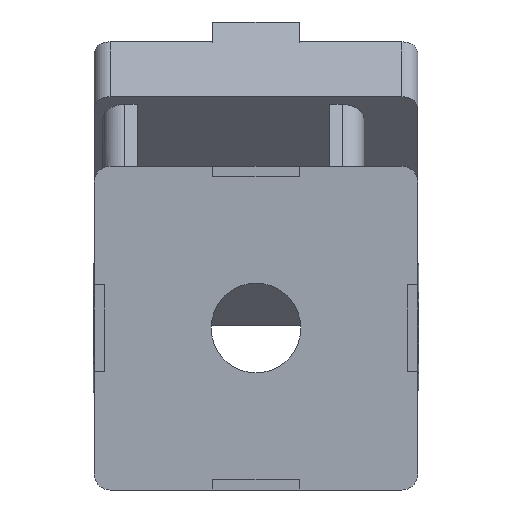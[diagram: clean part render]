
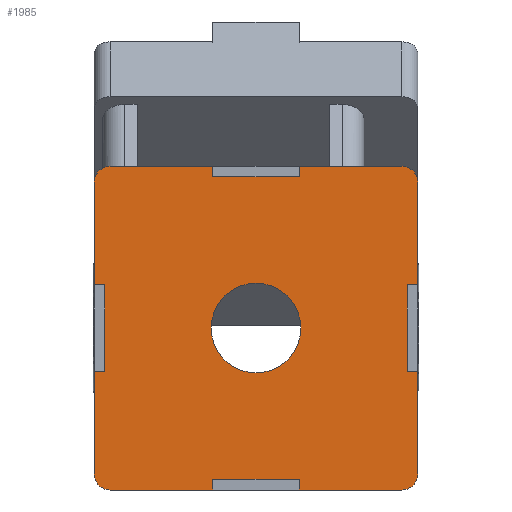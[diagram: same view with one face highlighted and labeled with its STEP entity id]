
A CAD part, front view. The second image highlights one B-rep face of the part: STEP entity #1985.
In plain terms, the highlighted planar face has unit normal (0, -1, 0).
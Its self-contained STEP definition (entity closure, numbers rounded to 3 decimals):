
#340=CARTESIAN_POINT('',(0.,0.,0.));
#341=DIRECTION('',(0.,1.,0.));
#342=DIRECTION('',(0.,0.,-1.));
#343=AXIS2_PLACEMENT_3D('',#340,#341,#342);
#348=CARTESIAN_POINT('',(0.,0.,0.));
#349=DIRECTION('',(0.,1.,0.));
#350=DIRECTION('',(0.,0.,1.));
#351=AXIS2_PLACEMENT_3D('',#348,#349,#350);
#356=CARTESIAN_POINT('',(-13.5,0.,13.5));
#357=DIRECTION('',(0.,-1.,0.));
#358=DIRECTION('',(0.,0.,1.));
#359=AXIS2_PLACEMENT_3D('',#356,#357,#358);
#364=DIRECTION('',(1.,0.,0.));
#365=VECTOR('',#364,9.5);
#366=CARTESIAN_POINT('',(-13.5,0.,15.));
#367=LINE('',#366,#365);
#371=DIRECTION('',(0.,0.,-1.));
#372=VECTOR('',#371,1.);
#373=CARTESIAN_POINT('',(-4.,0.,15.));
#374=LINE('',#373,#372);
#378=DIRECTION('',(1.,0.,0.));
#379=VECTOR('',#378,8.);
#380=CARTESIAN_POINT('',(-4.,0.,14.));
#381=LINE('',#380,#379);
#385=DIRECTION('',(0.,0.,-1.));
#386=VECTOR('',#385,1.);
#387=CARTESIAN_POINT('',(4.,0.,15.));
#388=LINE('',#387,#386);
#392=DIRECTION('',(1.,0.,0.));
#393=VECTOR('',#392,9.5);
#394=CARTESIAN_POINT('',(4.,0.,15.));
#395=LINE('',#394,#393);
#399=CARTESIAN_POINT('',(13.5,0.,13.5));
#400=DIRECTION('',(0.,-1.,0.));
#401=DIRECTION('',(1.,0.,0.));
#402=AXIS2_PLACEMENT_3D('',#399,#400,#401);
#407=DIRECTION('',(0.,0.,-1.));
#408=VECTOR('',#407,9.5);
#409=CARTESIAN_POINT('',(15.,0.,13.5));
#410=LINE('',#409,#408);
#414=DIRECTION('',(-1.,0.,0.));
#415=VECTOR('',#414,1.);
#416=CARTESIAN_POINT('',(15.,0.,4.));
#417=LINE('',#416,#415);
#421=DIRECTION('',(0.,0.,-1.));
#422=VECTOR('',#421,8.);
#423=CARTESIAN_POINT('',(14.,0.,4.));
#424=LINE('',#423,#422);
#428=DIRECTION('',(-1.,0.,0.));
#429=VECTOR('',#428,1.);
#430=CARTESIAN_POINT('',(15.,0.,-4.));
#431=LINE('',#430,#429);
#435=DIRECTION('',(0.,0.,-1.));
#436=VECTOR('',#435,9.5);
#437=CARTESIAN_POINT('',(15.,0.,-4.));
#438=LINE('',#437,#436);
#442=CARTESIAN_POINT('',(13.5,0.,-13.5));
#443=DIRECTION('',(0.,-1.,0.));
#444=DIRECTION('',(0.,0.,-1.));
#445=AXIS2_PLACEMENT_3D('',#442,#443,#444);
#450=DIRECTION('',(-1.,0.,0.));
#451=VECTOR('',#450,9.5);
#452=CARTESIAN_POINT('',(13.5,0.,-15.));
#453=LINE('',#452,#451);
#457=DIRECTION('',(0.,0.,1.));
#458=VECTOR('',#457,1.);
#459=CARTESIAN_POINT('',(4.,0.,-15.));
#460=LINE('',#459,#458);
#464=DIRECTION('',(-1.,0.,0.));
#465=VECTOR('',#464,8.);
#466=CARTESIAN_POINT('',(4.,0.,-14.));
#467=LINE('',#466,#465);
#471=DIRECTION('',(0.,0.,1.));
#472=VECTOR('',#471,1.);
#473=CARTESIAN_POINT('',(-4.,0.,-15.));
#474=LINE('',#473,#472);
#478=DIRECTION('',(-1.,0.,0.));
#479=VECTOR('',#478,9.5);
#480=CARTESIAN_POINT('',(-4.,0.,-15.));
#481=LINE('',#480,#479);
#485=CARTESIAN_POINT('',(-13.5,0.,-13.5));
#486=DIRECTION('',(0.,-1.,0.));
#487=DIRECTION('',(-1.,0.,0.));
#488=AXIS2_PLACEMENT_3D('',#485,#486,#487);
#493=DIRECTION('',(0.,0.,1.));
#494=VECTOR('',#493,9.5);
#495=CARTESIAN_POINT('',(-15.,0.,-13.5));
#496=LINE('',#495,#494);
#500=DIRECTION('',(1.,0.,0.));
#501=VECTOR('',#500,1.);
#502=CARTESIAN_POINT('',(-15.,0.,-4.));
#503=LINE('',#502,#501);
#507=DIRECTION('',(0.,0.,1.));
#508=VECTOR('',#507,8.);
#509=CARTESIAN_POINT('',(-14.,0.,-4.));
#510=LINE('',#509,#508);
#514=DIRECTION('',(1.,0.,0.));
#515=VECTOR('',#514,1.);
#516=CARTESIAN_POINT('',(-15.,0.,4.));
#517=LINE('',#516,#515);
#521=DIRECTION('',(0.,0.,1.));
#522=VECTOR('',#521,9.5);
#523=CARTESIAN_POINT('',(-15.,0.,4.));
#524=LINE('',#523,#522);
#1732=CARTESIAN_POINT('',(-15.,0.,-4.));
#1733=CARTESIAN_POINT('',(-14.,0.,-4.));
#1734=VERTEX_POINT('',#1732);
#1735=VERTEX_POINT('',#1733);
#1736=CARTESIAN_POINT('',(-14.,0.,4.));
#1737=VERTEX_POINT('',#1736);
#1738=CARTESIAN_POINT('',(-15.,0.,4.));
#1739=VERTEX_POINT('',#1738);
#1740=CARTESIAN_POINT('',(4.,0.,-15.));
#1741=CARTESIAN_POINT('',(4.,0.,-14.));
#1742=VERTEX_POINT('',#1740);
#1743=VERTEX_POINT('',#1741);
#1744=CARTESIAN_POINT('',(-4.,0.,-14.));
#1745=VERTEX_POINT('',#1744);
#1746=CARTESIAN_POINT('',(-4.,0.,-15.));
#1747=VERTEX_POINT('',#1746);
#1748=CARTESIAN_POINT('',(-4.,0.,15.));
#1749=CARTESIAN_POINT('',(-4.,0.,14.));
#1750=VERTEX_POINT('',#1748);
#1751=VERTEX_POINT('',#1749);
#1752=CARTESIAN_POINT('',(4.,0.,14.));
#1753=VERTEX_POINT('',#1752);
#1754=CARTESIAN_POINT('',(4.,0.,15.));
#1755=VERTEX_POINT('',#1754);
#1756=CARTESIAN_POINT('',(15.,0.,4.));
#1757=CARTESIAN_POINT('',(14.,0.,4.));
#1758=VERTEX_POINT('',#1756);
#1759=VERTEX_POINT('',#1757);
#1760=CARTESIAN_POINT('',(14.,0.,-4.));
#1761=VERTEX_POINT('',#1760);
#1762=CARTESIAN_POINT('',(15.,0.,-4.));
#1763=VERTEX_POINT('',#1762);
#1764=CARTESIAN_POINT('',(0.,0.,-4.15));
#1765=CARTESIAN_POINT('',(0.,0.,4.15));
#1766=VERTEX_POINT('',#1764);
#1767=VERTEX_POINT('',#1765);
#1860=CARTESIAN_POINT('',(-13.5,0.,15.));
#1861=CARTESIAN_POINT('',(-15.,0.,13.5));
#1862=VERTEX_POINT('',#1860);
#1863=VERTEX_POINT('',#1861);
#1868=CARTESIAN_POINT('',(15.,0.,13.5));
#1869=CARTESIAN_POINT('',(13.5,0.,15.));
#1870=VERTEX_POINT('',#1868);
#1871=VERTEX_POINT('',#1869);
#1876=CARTESIAN_POINT('',(-15.,0.,-13.5));
#1877=CARTESIAN_POINT('',(-13.5,0.,-15.));
#1878=VERTEX_POINT('',#1876);
#1879=VERTEX_POINT('',#1877);
#1884=CARTESIAN_POINT('',(13.5,0.,-15.));
#1885=CARTESIAN_POINT('',(15.,0.,-13.5));
#1886=VERTEX_POINT('',#1884);
#1887=VERTEX_POINT('',#1885);
#1924=CARTESIAN_POINT('',(0.,0.,0.));
#1925=DIRECTION('',(0.,1.,0.));
#1926=DIRECTION('',(1.,0.,0.));
#1927=AXIS2_PLACEMENT_3D('',#1924,#1925,#1926);
#1928=PLANE('',#1927);
#1930=ORIENTED_EDGE('',*,*,#1929,.F.);
#1932=ORIENTED_EDGE('',*,*,#1931,.T.);
#1934=ORIENTED_EDGE('',*,*,#1933,.T.);
#1936=ORIENTED_EDGE('',*,*,#1935,.T.);
#1938=ORIENTED_EDGE('',*,*,#1937,.F.);
#1940=ORIENTED_EDGE('',*,*,#1939,.T.);
#1942=ORIENTED_EDGE('',*,*,#1941,.F.);
#1944=ORIENTED_EDGE('',*,*,#1943,.T.);
#1946=ORIENTED_EDGE('',*,*,#1945,.T.);
#1948=ORIENTED_EDGE('',*,*,#1947,.T.);
#1950=ORIENTED_EDGE('',*,*,#1949,.F.);
#1952=ORIENTED_EDGE('',*,*,#1951,.T.);
#1954=ORIENTED_EDGE('',*,*,#1953,.F.);
#1956=ORIENTED_EDGE('',*,*,#1955,.T.);
#1958=ORIENTED_EDGE('',*,*,#1957,.T.);
#1960=ORIENTED_EDGE('',*,*,#1959,.T.);
#1962=ORIENTED_EDGE('',*,*,#1961,.F.);
#1964=ORIENTED_EDGE('',*,*,#1963,.T.);
#1966=ORIENTED_EDGE('',*,*,#1965,.F.);
#1968=ORIENTED_EDGE('',*,*,#1967,.T.);
#1970=ORIENTED_EDGE('',*,*,#1969,.T.);
#1972=ORIENTED_EDGE('',*,*,#1971,.T.);
#1974=ORIENTED_EDGE('',*,*,#1973,.F.);
#1976=ORIENTED_EDGE('',*,*,#1975,.T.);
#1977=EDGE_LOOP('',(#1930,#1932,#1934,#1936,#1938,#1940,#1942,#1944,#1946,#1948,
#1950,#1952,#1954,#1956,#1958,#1960,#1962,#1964,#1966,#1968,#1970,#1972,#1974,
#1976));
#1978=FACE_OUTER_BOUND('',#1977,.F.);
#1980=ORIENTED_EDGE('',*,*,#1979,.F.);
#1982=ORIENTED_EDGE('',*,*,#1981,.F.);
#1983=EDGE_LOOP('',(#1980,#1982));
#1984=FACE_BOUND('',#1983,.F.);
#344=CIRCLE('',#343,4.15);
#352=CIRCLE('',#351,4.15);
#360=CIRCLE('',#359,1.5);
#403=CIRCLE('',#402,1.5);
#446=CIRCLE('',#445,1.5);
#489=CIRCLE('',#488,1.5);
#1929=EDGE_CURVE('',#1862,#1863,#360,.T.);
#1931=EDGE_CURVE('',#1862,#1750,#367,.T.);
#1933=EDGE_CURVE('',#1750,#1751,#374,.T.);
#1935=EDGE_CURVE('',#1751,#1753,#381,.T.);
#1937=EDGE_CURVE('',#1755,#1753,#388,.T.);
#1939=EDGE_CURVE('',#1755,#1871,#395,.T.);
#1941=EDGE_CURVE('',#1870,#1871,#403,.T.);
#1943=EDGE_CURVE('',#1870,#1758,#410,.T.);
#1945=EDGE_CURVE('',#1758,#1759,#417,.T.);
#1947=EDGE_CURVE('',#1759,#1761,#424,.T.);
#1949=EDGE_CURVE('',#1763,#1761,#431,.T.);
#1951=EDGE_CURVE('',#1763,#1887,#438,.T.);
#1953=EDGE_CURVE('',#1886,#1887,#446,.T.);
#1955=EDGE_CURVE('',#1886,#1742,#453,.T.);
#1957=EDGE_CURVE('',#1742,#1743,#460,.T.);
#1959=EDGE_CURVE('',#1743,#1745,#467,.T.);
#1961=EDGE_CURVE('',#1747,#1745,#474,.T.);
#1963=EDGE_CURVE('',#1747,#1879,#481,.T.);
#1965=EDGE_CURVE('',#1878,#1879,#489,.T.);
#1967=EDGE_CURVE('',#1878,#1734,#496,.T.);
#1969=EDGE_CURVE('',#1734,#1735,#503,.T.);
#1971=EDGE_CURVE('',#1735,#1737,#510,.T.);
#1973=EDGE_CURVE('',#1739,#1737,#517,.T.);
#1975=EDGE_CURVE('',#1739,#1863,#524,.T.);
#1979=EDGE_CURVE('',#1766,#1767,#344,.T.);
#1981=EDGE_CURVE('',#1767,#1766,#352,.T.);
#1985=ADVANCED_FACE('',(#1978,#1984),#1928,.F.);
